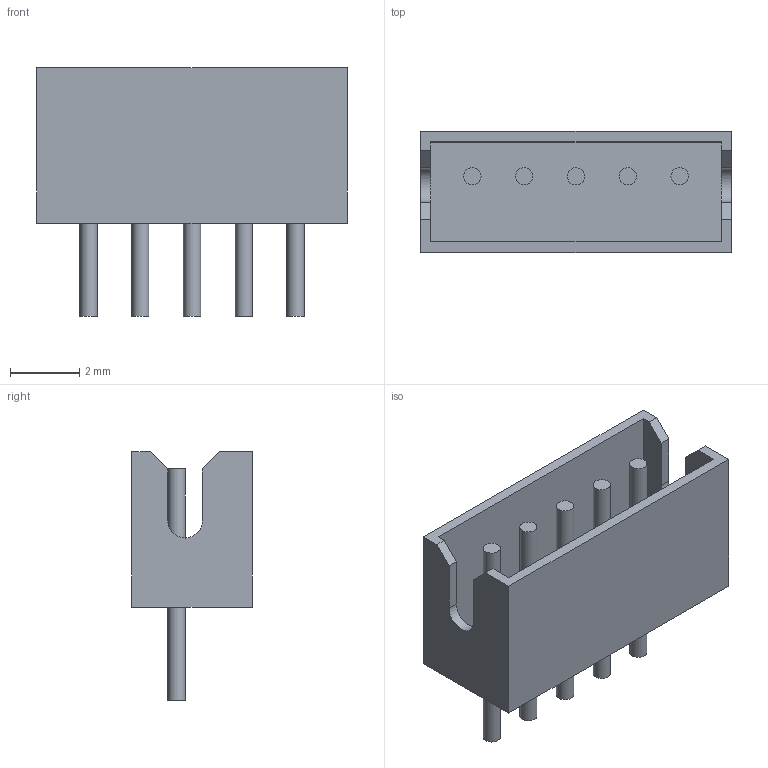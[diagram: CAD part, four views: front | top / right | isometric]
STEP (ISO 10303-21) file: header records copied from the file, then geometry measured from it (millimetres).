
FILE_DESCRIPTION( ( '' ), ' ' );
FILE_NAME( '59ee4ccf50bbbc0bcc3eea65.step', '2017-10-23T20:10:55', ( '' ), ( '' ), ' ', ' ', ' ' );
FILE_SCHEMA( ( 'AUTOMOTIVE_DESIGN { 1 0 10303 214 1 1 1 1 }' ) );
Length unit declared in the file: metre
Products named in the file (6): Body; Pins
Bounding box: 9 x 3.5 x 7.2 mm (x, y, z)
Volume: 44.4 mm3; surface area: 316.8 mm2
Topology: 6 solids, 6 shells, 37 faces, 75 edges, 50 vertices
Faces by surface type: plane 30, cylinder 7
Full cylindrical faces by diameter (mm): 0.5 x5
Entity records: 1300 total; most frequent: DIRECTION 170, CARTESIAN_POINT 163, ORIENTED_EDGE 140, EDGE_CURVE 70, AXIS2_PLACEMENT_3D 57, LINE 56, VECTOR 56, VERTEX_POINT 50
